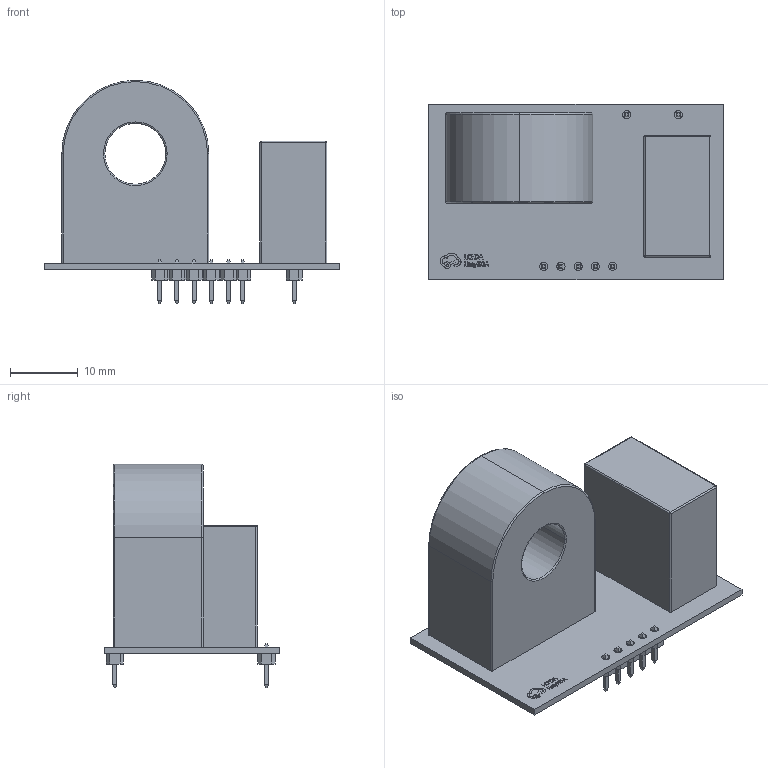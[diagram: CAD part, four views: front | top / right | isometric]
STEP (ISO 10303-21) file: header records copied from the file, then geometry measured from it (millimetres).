
FILE_DESCRIPTION(('FreeCAD Model'),'2;1');
FILE_NAME('Open CASCADE Shape Model','2025-03-20T14:43:26',(''),(''), 'Open CASCADE STEP processor 7.8','FreeCAD','Unknown');
FILE_SCHEMA(('AUTOMOTIVE_DESIGN { 1 0 10303 214 1 1 1 1 }'));
Length unit declared in the file: millimetre
Products named in the file (1): maK6-U2-IM1281B
Bounding box: 43.43 x 25.91 x 33 mm (x, y, z)
Volume: 10667 mm3; surface area: 5456.8 mm2
Topology: 1 solids, 1 shells, 473 faces, 1206 edges, 776 vertices
Faces by surface type: plane 333, bspline 98, cylinder 30, torus 8, sphere 4
Entity records: 17155 total; most frequent: CARTESIAN_POINT 3758, ORIENTED_EDGE 2404, DIRECTION 1830, EDGE_CURVE 1202, LINE 926, VECTOR 926, VERTEX_POINT 776, FACE_BOUND 520
